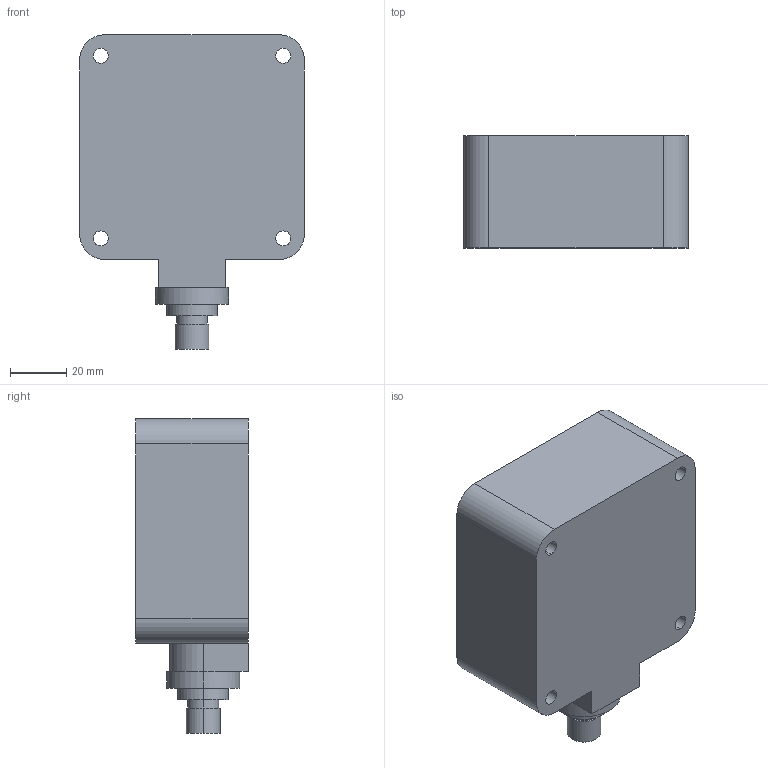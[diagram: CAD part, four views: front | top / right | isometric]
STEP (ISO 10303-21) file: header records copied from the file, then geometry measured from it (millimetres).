
FILE_DESCRIPTION((''),'2;1');
FILE_NAME('FP_D000193A','2006-01-03T',('Pepperl+Fuchs'),('Industriehansa'),'PRO/ENGINEER BY PARAMETRIC TECHNOLOGY CORPORATION, 2005290','PRO/ENGINEER BY PARAMETRIC TECHNOLOGY CORPORATION, 2005290','');
FILE_SCHEMA(('AUTOMOTIVE_DESIGN_CC2 { 1 2 10303 214 -1 1 5 2 }'));
Length unit declared in the file: millimetre
Products named in the file (1): FP_D000193A
Bounding box: 80 x 40 x 112 mm (x, y, z)
Volume: 257574.4 mm3; surface area: 30674.5 mm2
Topology: 1 solids, 1 shells, 47 faces, 127 edges, 104 vertices
Faces by surface type: cylinder 29, plane 18
Entity records: 2020 total; most frequent: DIRECTION 283, CARTESIAN_POINT 249, ORIENTED_EDGE 224, PRESENTATION_STYLE_ASSIGNMENT 135, STYLED_ITEM 129, CURVE_STYLE 128, EDGE_CURVE 112, AXIS2_PLACEMENT_3D 108
